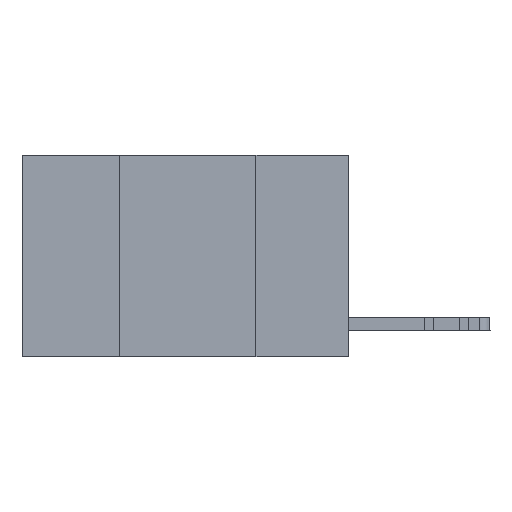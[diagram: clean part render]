
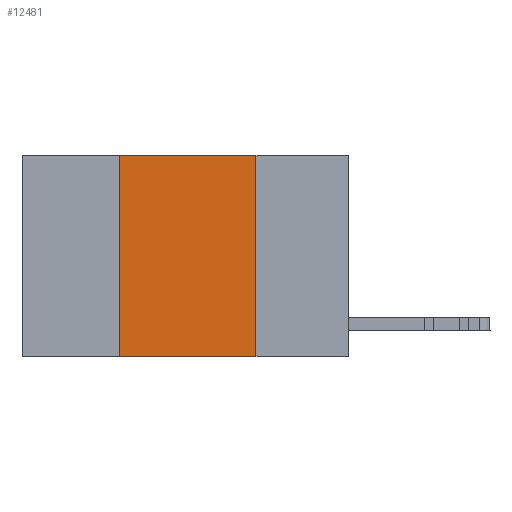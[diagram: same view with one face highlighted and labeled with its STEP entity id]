
A CAD part, left-side view. The second image highlights one B-rep face of the part: STEP entity #12481.
In plain terms, the highlighted planar face has unit normal (-1, 0, 0).
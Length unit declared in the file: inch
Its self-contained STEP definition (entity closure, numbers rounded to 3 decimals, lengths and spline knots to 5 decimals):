
#663 = DIRECTION ( 'NONE',  ( 0., 0., 1. ) ) ;
#1309 = VERTEX_POINT ( 'NONE', #9590 ) ;
#3136 = CARTESIAN_POINT ( 'NONE',  ( 0., 0.6, -0.37 ) ) ;
#3249 = EDGE_CURVE ( 'NONE', #5856, #17469, #20082, .T. ) ;
#4093 = ORIENTED_EDGE ( 'NONE', *, *, #22130, .F. ) ;
#5856 = VERTEX_POINT ( 'NONE', #11338 ) ;
#5917 = DIRECTION ( 'NONE',  ( 0., 0., -1. ) ) ;
#6275 = FACE_OUTER_BOUND ( 'NONE', #6440, .T. ) ;
#6357 = VECTOR ( 'NONE', #24883, 39.37008 ) ;
#6440 = EDGE_LOOP ( 'NONE', ( #4093, #21351, #17613, #7593 ) ) ;
#6684 = VERTEX_POINT ( 'NONE', #12143 ) ;
#7563 = EDGE_CURVE ( 'NONE', #1309, #6684, #11945, .T. ) ;
#7593 = ORIENTED_EDGE ( 'NONE', *, *, #7563, .T. ) ;
#7791 = CARTESIAN_POINT ( 'NONE',  ( 0., 0.17, 0. ) ) ;
#9590 = CARTESIAN_POINT ( 'NONE',  ( 0., 0.42, -0.37 ) ) ;
#11338 = CARTESIAN_POINT ( 'NONE',  ( 0., 0.42, 0. ) ) ;
#11945 = LINE ( 'NONE', #3136, #16082 ) ;
#12143 = CARTESIAN_POINT ( 'NONE',  ( 0., 0.17, -0.37 ) ) ;
#12387 = CARTESIAN_POINT ( 'NONE',  ( 0., 0.17, 0. ) ) ;
#12481 = ADVANCED_FACE ( 'NONE', ( #6275 ), #23902, .F. ) ;
#13199 = AXIS2_PLACEMENT_3D ( 'NONE', #27933, #14805, #19251 ) ;
#14805 = DIRECTION ( 'NONE',  ( 1., 0., 0. ) ) ;
#15185 = VECTOR ( 'NONE', #663, 39.37008 ) ;
#16060 = CARTESIAN_POINT ( 'NONE',  ( 0., 0.6, 0. ) ) ;
#16082 = VECTOR ( 'NONE', #22346, 39.37008 ) ;
#16087 = LINE ( 'NONE', #22150, #15185 ) ;
#16200 = VECTOR ( 'NONE', #5917, 39.37008 ) ;
#16871 = EDGE_CURVE ( 'NONE', #1309, #5856, #16087, .T. ) ;
#17469 = VERTEX_POINT ( 'NONE', #12387 ) ;
#17613 = ORIENTED_EDGE ( 'NONE', *, *, #16871, .F. ) ;
#19030 = LINE ( 'NONE', #7791, #16200 ) ;
#19251 = DIRECTION ( 'NONE',  ( 0., 0., -1. ) ) ;
#20082 = LINE ( 'NONE', #16060, #6357 ) ;
#21351 = ORIENTED_EDGE ( 'NONE', *, *, #3249, .F. ) ;
#22130 = EDGE_CURVE ( 'NONE', #17469, #6684, #19030, .T. ) ;
#22150 = CARTESIAN_POINT ( 'NONE',  ( 0., 0.42, 0. ) ) ;
#22346 = DIRECTION ( 'NONE',  ( 0., -1., 0. ) ) ;
#23902 = PLANE ( 'NONE',  #13199 ) ;
#24883 = DIRECTION ( 'NONE',  ( 0., -1., 0. ) ) ;
#27933 = CARTESIAN_POINT ( 'NONE',  ( 0., 0.6, 0. ) ) ;
